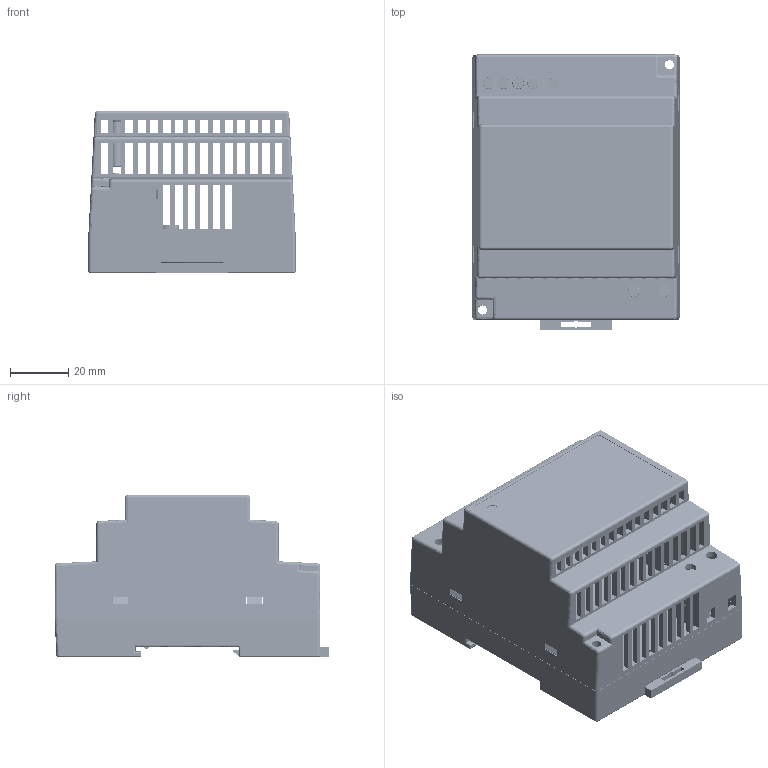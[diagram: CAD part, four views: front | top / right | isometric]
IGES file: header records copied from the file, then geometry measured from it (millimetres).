
Start section: SolidWorks IGES file using analytic representation for surfaces
Global section: file name: RZI60-XX-M-3D.IGS; native system: SolidWorks 2016; preprocessor: SolidWorks 2016; author: pikusl; date: 160620.121211; units: millimetre
Bounding box: 71 x 94.17 x 55.6 mm (x, y, z)
Surface area: 77885.9 mm2 (no closed solid volume)
Topology: 0 solids, 0 shells, 3322 faces, 33580 edges, 33544 vertices
Faces by surface type: bspline 2623, revolution 699
